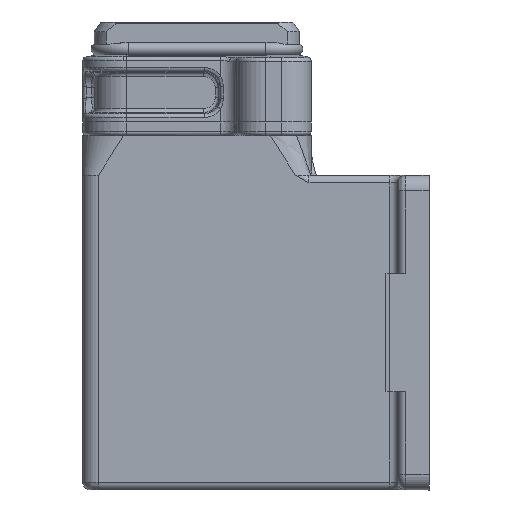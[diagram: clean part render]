
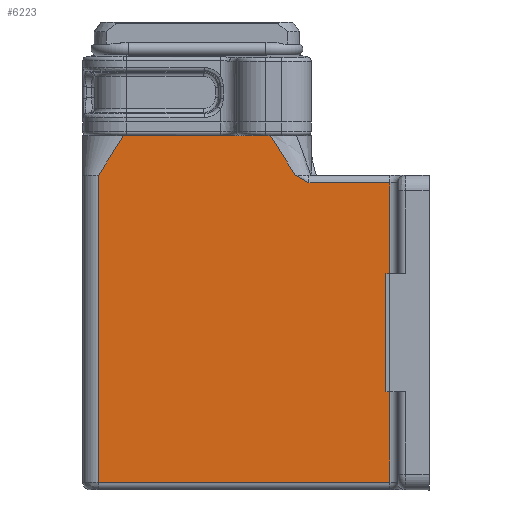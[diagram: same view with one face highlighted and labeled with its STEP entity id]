
A CAD part, left-side view. The second image highlights one B-rep face of the part: STEP entity #6223.
In plain terms, the highlighted planar face has unit normal (-1, 0, 0).
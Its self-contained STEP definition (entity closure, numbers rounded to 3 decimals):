
#5618=PLANE('',#21529);
#6223=ADVANCED_FACE('',(#7304),#5618,.T.);
#7304=FACE_OUTER_BOUND('',#8090,.T.);
#8090=EDGE_LOOP('',(#9644,#9645,#9646,#9647,#9648,#9649,#9650,#9651,#9652,
#9653,#9654,#9655,#9656));
#9644=ORIENTED_EDGE('',*,*,#14961,.T.);
#9645=ORIENTED_EDGE('',*,*,#14971,.T.);
#9646=ORIENTED_EDGE('',*,*,#14972,.T.);
#9647=ORIENTED_EDGE('',*,*,#14973,.T.);
#9648=ORIENTED_EDGE('',*,*,#14970,.T.);
#9649=ORIENTED_EDGE('',*,*,#14882,.T.);
#9650=ORIENTED_EDGE('',*,*,#14881,.T.);
#9651=ORIENTED_EDGE('',*,*,#14974,.T.);
#9652=ORIENTED_EDGE('',*,*,#14975,.F.);
#9653=ORIENTED_EDGE('',*,*,#14623,.F.);
#9654=ORIENTED_EDGE('',*,*,#14953,.T.);
#9655=ORIENTED_EDGE('',*,*,#14955,.T.);
#9656=ORIENTED_EDGE('',*,*,#14958,.T.);
#13251=VERTEX_POINT('',#27311);
#13252=VERTEX_POINT('',#27312);
#13295=VERTEX_POINT('',#27412);
#13301=VERTEX_POINT('',#27424);
#13433=VERTEX_POINT('',#28356);
#13435=VERTEX_POINT('',#28359);
#13436=VERTEX_POINT('',#28398);
#13482=VERTEX_POINT('',#28536);
#13483=VERTEX_POINT('',#28545);
#13484=VERTEX_POINT('',#28567);
#13489=VERTEX_POINT('',#28613);
#13490=VERTEX_POINT('',#28618);
#13491=VERTEX_POINT('',#28624);
#14623=EDGE_CURVE('',#13251,#13252,#17849,.T.);
#14881=EDGE_CURVE('',#13433,#13435,#17989,.T.);
#14882=EDGE_CURVE('',#13436,#13433,#17990,.T.);
#14953=EDGE_CURVE('',#13251,#13482,#18028,.T.);
#14955=EDGE_CURVE('',#13482,#13483,#18029,.T.);
#14958=EDGE_CURVE('',#13483,#13484,#18030,.T.);
#14961=EDGE_CURVE('',#13484,#13295,#18031,.T.);
#14970=EDGE_CURVE('',#13301,#13436,#16645,.T.);
#14971=EDGE_CURVE('',#13295,#13489,#16646,.T.);
#14972=EDGE_CURVE('',#13489,#13490,#16647,.T.);
#14973=EDGE_CURVE('',#13490,#13301,#16648,.T.);
#14974=EDGE_CURVE('',#13435,#13491,#18035,.T.);
#14975=EDGE_CURVE('',#13252,#13491,#18036,.T.);
#16645=B_SPLINE_CURVE_WITH_KNOTS('',3,(#28604,#28605,#28606,#28607),
 .UNSPECIFIED.,.F.,.F.,(4,4),(0.,1.),.UNSPECIFIED.);
#16646=B_SPLINE_CURVE_WITH_KNOTS('',3,(#28609,#28610,#28611,#28612),
 .UNSPECIFIED.,.F.,.F.,(4,4),(0.,1.),.UNSPECIFIED.);
#16647=B_SPLINE_CURVE_WITH_KNOTS('',3,(#28614,#28615,#28616,#28617),
 .UNSPECIFIED.,.F.,.F.,(4,4),(0.,1.),.UNSPECIFIED.);
#16648=B_SPLINE_CURVE_WITH_KNOTS('',3,(#28619,#28620,#28621,#28622),
 .UNSPECIFIED.,.F.,.F.,(4,4),(0.,1.),.UNSPECIFIED.);
#17849=LINE('',#27310,#19110);
#17989=LINE('',#28360,#19250);
#17990=LINE('',#28397,#19251);
#18028=LINE('',#28537,#19289);
#18029=LINE('',#28546,#19290);
#18030=LINE('',#28566,#19291);
#18031=LINE('',#28572,#19292);
#18035=LINE('',#28623,#19296);
#18036=LINE('',#28625,#19297);
#19110=VECTOR('',#22976,1.);
#19250=VECTOR('',#23446,1.);
#19251=VECTOR('',#23447,1.);
#19289=VECTOR('',#23595,1.);
#19290=VECTOR('',#23598,1.);
#19291=VECTOR('',#23605,1.);
#19292=VECTOR('',#23614,1.);
#19296=VECTOR('',#23636,1.);
#19297=VECTOR('',#23637,1.);
#21529=AXIS2_PLACEMENT_3D('',#28626,#23638,#23639);
#22976=DIRECTION('',(0.,-1.,0.));
#23446=DIRECTION('',(0.,0.866,0.5));
#23447=DIRECTION('',(0.,1.,0.));
#23595=DIRECTION('',(0.,0.537,-0.844));
#23598=DIRECTION('',(0.,0.,-1.));
#23605=DIRECTION('',(0.,-1.,0.));
#23614=DIRECTION('',(0.,0.,1.));
#23636=DIRECTION('',(0.,0.537,0.844));
#23637=DIRECTION('',(0.,-1.,0.));
#23638=DIRECTION('',(-1.,0.,0.));
#23639=DIRECTION('',(0.,0.,-1.));
#27310=CARTESIAN_POINT('',(-78.1,-53.163,-1.));
#27311=CARTESIAN_POINT('',(-78.1,18.636,-1.));
#27312=CARTESIAN_POINT('',(-78.1,-9.036,-1.));
#27412=CARTESIAN_POINT('',(-78.1,-49.,-66.));
#27424=CARTESIAN_POINT('',(-78.1,-49.,-36.));
#28356=CARTESIAN_POINT('',(-78.1,-28.464,-13.));
#28359=CARTESIAN_POINT('',(-78.1,-25.,-11.));
#28360=CARTESIAN_POINT('',(-78.1,-28.464,-13.));
#28397=CARTESIAN_POINT('',(-78.1,-49.,-13.));
#28398=CARTESIAN_POINT('',(-78.1,-49.,-13.));
#28536=CARTESIAN_POINT('',(-78.1,25.,-11.));
#28537=CARTESIAN_POINT('',(-78.1,18.,0.));
#28545=CARTESIAN_POINT('',(-78.1,25.,-89.));
#28546=CARTESIAN_POINT('',(-78.1,25.,-11.));
#28566=CARTESIAN_POINT('',(-78.1,25.,-89.));
#28567=CARTESIAN_POINT('',(-78.1,-49.,-89.));
#28572=CARTESIAN_POINT('',(-78.1,-49.,-93.2));
#28604=CARTESIAN_POINT('',(-78.1,-49.,-36.));
#28605=CARTESIAN_POINT('',(-78.1,-49.,-28.333));
#28606=CARTESIAN_POINT('',(-78.1,-49.,-20.667));
#28607=CARTESIAN_POINT('',(-78.1,-49.,-13.));
#28609=CARTESIAN_POINT('',(-78.1,-49.,-66.));
#28610=CARTESIAN_POINT('',(-78.1,-48.667,-66.));
#28611=CARTESIAN_POINT('',(-78.1,-48.333,-66.));
#28612=CARTESIAN_POINT('',(-78.1,-48.,-66.));
#28613=CARTESIAN_POINT('',(-78.1,-48.,-66.));
#28614=CARTESIAN_POINT('',(-78.1,-48.,-66.));
#28615=CARTESIAN_POINT('',(-78.1,-48.,-56.));
#28616=CARTESIAN_POINT('',(-78.1,-48.,-46.));
#28617=CARTESIAN_POINT('',(-78.1,-48.,-36.));
#28618=CARTESIAN_POINT('',(-78.1,-48.,-36.));
#28619=CARTESIAN_POINT('',(-78.1,-48.,-36.));
#28620=CARTESIAN_POINT('',(-78.1,-48.333,-36.));
#28621=CARTESIAN_POINT('',(-78.1,-48.667,-36.));
#28622=CARTESIAN_POINT('',(-78.1,-49.,-36.));
#28623=CARTESIAN_POINT('',(-78.1,-21.5,-5.5));
#28624=CARTESIAN_POINT('',(-78.1,-18.636,-1.));
#28625=CARTESIAN_POINT('',(-78.1,-53.163,-1.));
#28626=CARTESIAN_POINT('',(-78.1,-53.163,-93.2));
